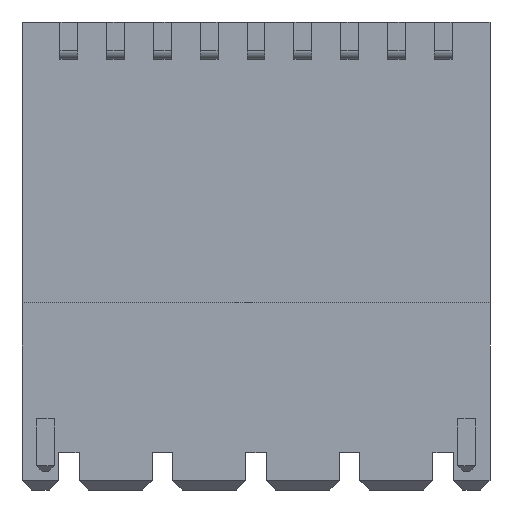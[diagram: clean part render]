
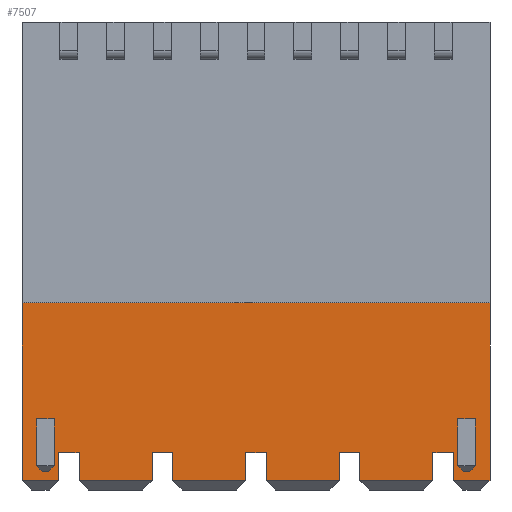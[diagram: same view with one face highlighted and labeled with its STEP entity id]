
A CAD part, front view. The second image highlights one B-rep face of the part: STEP entity #7507.
In plain terms, the highlighted planar face has unit normal (0, -1, 0).
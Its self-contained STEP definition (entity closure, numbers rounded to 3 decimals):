
#78=ORIENTED_EDGE('',*,*,#2302,.F.);
#79=ORIENTED_EDGE('',*,*,#2303,.T.);
#80=ORIENTED_EDGE('',*,*,#2304,.T.);
#81=ORIENTED_EDGE('',*,*,#2305,.T.);
#82=ORIENTED_EDGE('',*,*,#2306,.T.);
#83=ORIENTED_EDGE('',*,*,#2307,.F.);
#84=ORIENTED_EDGE('',*,*,#2308,.F.);
#85=ORIENTED_EDGE('',*,*,#2309,.T.);
#86=ORIENTED_EDGE('',*,*,#2310,.T.);
#87=ORIENTED_EDGE('',*,*,#2311,.T.);
#88=ORIENTED_EDGE('',*,*,#2312,.T.);
#89=ORIENTED_EDGE('',*,*,#2313,.F.);
#90=ORIENTED_EDGE('',*,*,#2314,.F.);
#91=ORIENTED_EDGE('',*,*,#2315,.T.);
#92=ORIENTED_EDGE('',*,*,#2316,.F.);
#93=ORIENTED_EDGE('',*,*,#2317,.T.);
#94=ORIENTED_EDGE('',*,*,#2318,.T.);
#95=ORIENTED_EDGE('',*,*,#2319,.T.);
#96=ORIENTED_EDGE('',*,*,#2320,.F.);
#97=ORIENTED_EDGE('',*,*,#2321,.T.);
#98=ORIENTED_EDGE('',*,*,#2322,.T.);
#99=ORIENTED_EDGE('',*,*,#2323,.T.);
#100=ORIENTED_EDGE('',*,*,#2324,.F.);
#101=ORIENTED_EDGE('',*,*,#2325,.T.);
#102=ORIENTED_EDGE('',*,*,#2326,.T.);
#103=ORIENTED_EDGE('',*,*,#2327,.T.);
#104=ORIENTED_EDGE('',*,*,#2328,.F.);
#105=ORIENTED_EDGE('',*,*,#2329,.T.);
#106=ORIENTED_EDGE('',*,*,#2330,.T.);
#107=ORIENTED_EDGE('',*,*,#2331,.T.);
#108=ORIENTED_EDGE('',*,*,#2332,.F.);
#109=ORIENTED_EDGE('',*,*,#2333,.T.);
#110=ORIENTED_EDGE('',*,*,#2334,.T.);
#111=ORIENTED_EDGE('',*,*,#2335,.T.);
#112=ORIENTED_EDGE('',*,*,#2336,.T.);
#113=ORIENTED_EDGE('',*,*,#2337,.F.);
#2302=EDGE_CURVE('',#3414,#3415,#4138,.T.);
#2303=EDGE_CURVE('',#3414,#3416,#4139,.T.);
#2304=EDGE_CURVE('',#3416,#3417,#4140,.F.);
#2305=EDGE_CURVE('',#3417,#3418,#4141,.T.);
#2306=EDGE_CURVE('',#3418,#3419,#4142,.F.);
#2307=EDGE_CURVE('',#3415,#3419,#4143,.T.);
#2308=EDGE_CURVE('',#3420,#3421,#4144,.T.);
#2309=EDGE_CURVE('',#3420,#3422,#4145,.T.);
#2310=EDGE_CURVE('',#3422,#3423,#4146,.T.);
#2311=EDGE_CURVE('',#3423,#3424,#4147,.T.);
#2312=EDGE_CURVE('',#3424,#3425,#4148,.T.);
#2313=EDGE_CURVE('',#3426,#3425,#4149,.T.);
#2314=EDGE_CURVE('',#3427,#3426,#4150,.T.);
#2315=EDGE_CURVE('',#3427,#3428,#4151,.T.);
#2316=EDGE_CURVE('',#3429,#3428,#4152,.T.);
#2317=EDGE_CURVE('',#3429,#3430,#4153,.T.);
#2318=EDGE_CURVE('',#3430,#3431,#4154,.T.);
#2319=EDGE_CURVE('',#3431,#3432,#4155,.T.);
#2320=EDGE_CURVE('',#3433,#3432,#4156,.T.);
#2321=EDGE_CURVE('',#3433,#3434,#4157,.T.);
#2322=EDGE_CURVE('',#3434,#3435,#4158,.T.);
#2323=EDGE_CURVE('',#3435,#3436,#4159,.T.);
#2324=EDGE_CURVE('',#3437,#3436,#4160,.T.);
#2325=EDGE_CURVE('',#3437,#3438,#4161,.T.);
#2326=EDGE_CURVE('',#3438,#3439,#4162,.T.);
#2327=EDGE_CURVE('',#3439,#3440,#4163,.T.);
#2328=EDGE_CURVE('',#3441,#3440,#4164,.T.);
#2329=EDGE_CURVE('',#3441,#3442,#4165,.T.);
#2330=EDGE_CURVE('',#3442,#3443,#4166,.T.);
#2331=EDGE_CURVE('',#3443,#3421,#4167,.T.);
#2332=EDGE_CURVE('',#3444,#3445,#4168,.T.);
#2333=EDGE_CURVE('',#3444,#3446,#4169,.T.);
#2334=EDGE_CURVE('',#3446,#3447,#4170,.F.);
#2335=EDGE_CURVE('',#3447,#3448,#4171,.T.);
#2336=EDGE_CURVE('',#3448,#3449,#4172,.F.);
#2337=EDGE_CURVE('',#3445,#3449,#4173,.T.);
#3414=VERTEX_POINT('',#10310);
#3415=VERTEX_POINT('',#10311);
#3416=VERTEX_POINT('',#10313);
#3417=VERTEX_POINT('',#10315);
#3418=VERTEX_POINT('',#10317);
#3419=VERTEX_POINT('',#10319);
#3420=VERTEX_POINT('',#10322);
#3421=VERTEX_POINT('',#10323);
#3422=VERTEX_POINT('',#10325);
#3423=VERTEX_POINT('',#10327);
#3424=VERTEX_POINT('',#10329);
#3425=VERTEX_POINT('',#10331);
#3426=VERTEX_POINT('',#10333);
#3427=VERTEX_POINT('',#10335);
#3428=VERTEX_POINT('',#10337);
#3429=VERTEX_POINT('',#10339);
#3430=VERTEX_POINT('',#10341);
#3431=VERTEX_POINT('',#10343);
#3432=VERTEX_POINT('',#10345);
#3433=VERTEX_POINT('',#10347);
#3434=VERTEX_POINT('',#10349);
#3435=VERTEX_POINT('',#10351);
#3436=VERTEX_POINT('',#10353);
#3437=VERTEX_POINT('',#10355);
#3438=VERTEX_POINT('',#10357);
#3439=VERTEX_POINT('',#10359);
#3440=VERTEX_POINT('',#10361);
#3441=VERTEX_POINT('',#10363);
#3442=VERTEX_POINT('',#10365);
#3443=VERTEX_POINT('',#10367);
#3444=VERTEX_POINT('',#10370);
#3445=VERTEX_POINT('',#10371);
#3446=VERTEX_POINT('',#10373);
#3447=VERTEX_POINT('',#10375);
#3448=VERTEX_POINT('',#10377);
#3449=VERTEX_POINT('',#10379);
#4138=LINE('',#10309,#5214);
#4139=LINE('',#10312,#5215);
#4140=LINE('',#10314,#5216);
#4141=LINE('',#10316,#5217);
#4142=LINE('',#10318,#5218);
#4143=LINE('',#10320,#5219);
#4144=LINE('',#10321,#5220);
#4145=LINE('',#10324,#5221);
#4146=LINE('',#10326,#5222);
#4147=LINE('',#10328,#5223);
#4148=LINE('',#10330,#5224);
#4149=LINE('',#10332,#5225);
#4150=LINE('',#10334,#5226);
#4151=LINE('',#10336,#5227);
#4152=LINE('',#10338,#5228);
#4153=LINE('',#10340,#5229);
#4154=LINE('',#10342,#5230);
#4155=LINE('',#10344,#5231);
#4156=LINE('',#10346,#5232);
#4157=LINE('',#10348,#5233);
#4158=LINE('',#10350,#5234);
#4159=LINE('',#10352,#5235);
#4160=LINE('',#10354,#5236);
#4161=LINE('',#10356,#5237);
#4162=LINE('',#10358,#5238);
#4163=LINE('',#10360,#5239);
#4164=LINE('',#10362,#5240);
#4165=LINE('',#10364,#5241);
#4166=LINE('',#10366,#5242);
#4167=LINE('',#10368,#5243);
#4168=LINE('',#10369,#5244);
#4169=LINE('',#10372,#5245);
#4170=LINE('',#10374,#5246);
#4171=LINE('',#10376,#5247);
#4172=LINE('',#10378,#5248);
#4173=LINE('',#10380,#5249);
#5214=VECTOR('',#8361,1000.);
#5215=VECTOR('',#8362,1000.);
#5216=VECTOR('',#8363,1000.);
#5217=VECTOR('',#8364,1000.);
#5218=VECTOR('',#8365,1000.);
#5219=VECTOR('',#8366,1000.);
#5220=VECTOR('',#8367,1000.);
#5221=VECTOR('',#8368,1000.);
#5222=VECTOR('',#8369,1000.);
#5223=VECTOR('',#8370,1000.);
#5224=VECTOR('',#8371,1000.);
#5225=VECTOR('',#8372,1000.);
#5226=VECTOR('',#8373,1000.);
#5227=VECTOR('',#8374,1000.);
#5228=VECTOR('',#8375,1000.);
#5229=VECTOR('',#8376,1000.);
#5230=VECTOR('',#8377,1000.);
#5231=VECTOR('',#8378,1000.);
#5232=VECTOR('',#8379,1000.);
#5233=VECTOR('',#8380,1000.);
#5234=VECTOR('',#8381,1000.);
#5235=VECTOR('',#8382,1000.);
#5236=VECTOR('',#8383,1000.);
#5237=VECTOR('',#8384,1000.);
#5238=VECTOR('',#8385,1000.);
#5239=VECTOR('',#8386,1000.);
#5240=VECTOR('',#8387,1000.);
#5241=VECTOR('',#8388,1000.);
#5242=VECTOR('',#8389,1000.);
#5243=VECTOR('',#8390,1000.);
#5244=VECTOR('',#8391,1000.);
#5245=VECTOR('',#8392,1000.);
#5246=VECTOR('',#8393,1000.);
#5247=VECTOR('',#8394,1000.);
#5248=VECTOR('',#8395,1000.);
#5249=VECTOR('',#8396,1000.);
#6290=EDGE_LOOP('',(#78,#79,#80,#81,#82,#83));
#6291=EDGE_LOOP('',(#84,#85,#86,#87,#88,#89,#90,#91,#92,#93,#94,#95,#96,
#97,#98,#99,#100,#101,#102,#103,#104,#105,#106,#107));
#6292=EDGE_LOOP('',(#108,#109,#110,#111,#112,#113));
#6708=FACE_BOUND('',#6290,.T.);
#6709=FACE_BOUND('',#6291,.T.);
#6710=FACE_BOUND('',#6292,.T.);
#7126=PLANE('',#7921);
#7507=ADVANCED_FACE('',(#6708,#6709,#6710),#7126,.F.);
#7921=AXIS2_PLACEMENT_3D('',#10308,#8359,#8360);
#8359=DIRECTION('',(0.,1.,0.));
#8360=DIRECTION('',(0.,0.,1.));
#8361=DIRECTION('',(-1.,0.,0.));
#8362=DIRECTION('',(0.,0.,-1.));
#8363=DIRECTION('',(0.707,0.,0.707));
#8364=DIRECTION('',(-1.,0.,0.));
#8365=DIRECTION('',(0.707,0.,-0.707));
#8366=DIRECTION('',(0.,0.,-1.));
#8367=DIRECTION('',(0.,0.,-1.));
#8368=DIRECTION('',(1.,0.,0.));
#8369=DIRECTION('',(0.,0.,-1.));
#8370=DIRECTION('',(1.,0.,0.));
#8371=DIRECTION('',(0.,0.,1.));
#8372=DIRECTION('',(1.,0.,0.));
#8373=DIRECTION('',(0.,0.,1.));
#8374=DIRECTION('',(1.,0.,0.));
#8375=DIRECTION('',(0.,0.,-1.));
#8376=DIRECTION('',(1.,0.,0.));
#8377=DIRECTION('',(0.,0.,-1.));
#8378=DIRECTION('',(1.,0.,0.));
#8379=DIRECTION('',(0.,0.,-1.));
#8380=DIRECTION('',(1.,0.,0.));
#8381=DIRECTION('',(0.,0.,-1.));
#8382=DIRECTION('',(1.,0.,0.));
#8383=DIRECTION('',(0.,0.,-1.));
#8384=DIRECTION('',(1.,0.,0.));
#8385=DIRECTION('',(0.,0.,-1.));
#8386=DIRECTION('',(1.,0.,0.));
#8387=DIRECTION('',(0.,0.,-1.));
#8388=DIRECTION('',(1.,0.,0.));
#8389=DIRECTION('',(0.,0.,-1.));
#8390=DIRECTION('',(1.,0.,0.));
#8391=DIRECTION('',(-1.,0.,0.));
#8392=DIRECTION('',(0.,0.,-1.));
#8393=DIRECTION('',(0.707,0.,0.707));
#8394=DIRECTION('',(-1.,0.,0.));
#8395=DIRECTION('',(0.707,0.,-0.707));
#8396=DIRECTION('',(0.,0.,-1.));
#10308=CARTESIAN_POINT('',(-12.5,-4.5,-2.5));
#10309=CARTESIAN_POINT('',(-10.775,-4.5,-8.7));
#10310=CARTESIAN_POINT('',(-10.775,-4.5,-8.7));
#10311=CARTESIAN_POINT('',(-11.725,-4.5,-8.7));
#10312=CARTESIAN_POINT('',(-10.775,-4.5,-8.7));
#10313=CARTESIAN_POINT('',(-10.775,-4.5,-11.2));
#10314=CARTESIAN_POINT('',(-7.288,-4.5,-7.713));
#10315=CARTESIAN_POINT('',(-11.075,-4.5,-11.5));
#10316=CARTESIAN_POINT('',(-10.775,-4.5,-11.5));
#10317=CARTESIAN_POINT('',(-11.425,-4.5,-11.5));
#10318=CARTESIAN_POINT('',(-16.463,-4.5,-6.463));
#10319=CARTESIAN_POINT('',(-11.725,-4.5,-11.2));
#10320=CARTESIAN_POINT('',(-11.725,-4.5,-8.7));
#10321=CARTESIAN_POINT('',(9.45,-4.5,-10.5));
#10322=CARTESIAN_POINT('',(9.45,-4.5,-10.5));
#10323=CARTESIAN_POINT('',(9.45,-4.5,-12.));
#10324=CARTESIAN_POINT('',(-12.5,-4.5,-10.5));
#10325=CARTESIAN_POINT('',(10.55,-4.5,-10.5));
#10326=CARTESIAN_POINT('',(10.55,-4.5,-10.5));
#10327=CARTESIAN_POINT('',(10.55,-4.5,-12.));
#10328=CARTESIAN_POINT('',(-12.5,-4.5,-12.));
#10329=CARTESIAN_POINT('',(12.5,-4.5,-12.));
#10330=CARTESIAN_POINT('',(12.5,-4.5,-2.5));
#10331=CARTESIAN_POINT('',(12.5,-4.5,-2.5));
#10332=CARTESIAN_POINT('',(-12.5,-4.5,-2.5));
#10333=CARTESIAN_POINT('',(-12.5,-4.5,-2.5));
#10334=CARTESIAN_POINT('',(-12.5,-4.5,-2.5));
#10335=CARTESIAN_POINT('',(-12.5,-4.5,-12.));
#10336=CARTESIAN_POINT('',(-12.5,-4.5,-12.));
#10337=CARTESIAN_POINT('',(-10.55,-4.5,-12.));
#10338=CARTESIAN_POINT('',(-10.55,-4.5,-10.5));
#10339=CARTESIAN_POINT('',(-10.55,-4.5,-10.5));
#10340=CARTESIAN_POINT('',(-10.55,-4.5,-10.5));
#10341=CARTESIAN_POINT('',(-9.45,-4.5,-10.5));
#10342=CARTESIAN_POINT('',(-9.45,-4.5,-10.5));
#10343=CARTESIAN_POINT('',(-9.45,-4.5,-12.));
#10344=CARTESIAN_POINT('',(-12.5,-4.5,-12.));
#10345=CARTESIAN_POINT('',(-5.55,-4.5,-12.));
#10346=CARTESIAN_POINT('',(-5.55,-4.5,-10.5));
#10347=CARTESIAN_POINT('',(-5.55,-4.5,-10.5));
#10348=CARTESIAN_POINT('',(-12.5,-4.5,-10.5));
#10349=CARTESIAN_POINT('',(-4.45,-4.5,-10.5));
#10350=CARTESIAN_POINT('',(-4.45,-4.5,-10.5));
#10351=CARTESIAN_POINT('',(-4.45,-4.5,-12.));
#10352=CARTESIAN_POINT('',(-12.5,-4.5,-12.));
#10353=CARTESIAN_POINT('',(-0.55,-4.5,-12.));
#10354=CARTESIAN_POINT('',(-0.55,-4.5,-10.5));
#10355=CARTESIAN_POINT('',(-0.55,-4.5,-10.5));
#10356=CARTESIAN_POINT('',(-7.5,-4.5,-10.5));
#10357=CARTESIAN_POINT('',(0.55,-4.5,-10.5));
#10358=CARTESIAN_POINT('',(0.55,-4.5,-10.5));
#10359=CARTESIAN_POINT('',(0.55,-4.5,-12.));
#10360=CARTESIAN_POINT('',(-12.5,-4.5,-12.));
#10361=CARTESIAN_POINT('',(4.45,-4.5,-12.));
#10362=CARTESIAN_POINT('',(4.45,-4.5,-10.5));
#10363=CARTESIAN_POINT('',(4.45,-4.5,-10.5));
#10364=CARTESIAN_POINT('',(-2.5,-4.5,-10.5));
#10365=CARTESIAN_POINT('',(5.55,-4.5,-10.5));
#10366=CARTESIAN_POINT('',(5.55,-4.5,-10.5));
#10367=CARTESIAN_POINT('',(5.55,-4.5,-12.));
#10368=CARTESIAN_POINT('',(-12.5,-4.5,-12.));
#10369=CARTESIAN_POINT('',(11.725,-4.5,-8.7));
#10370=CARTESIAN_POINT('',(11.725,-4.5,-8.7));
#10371=CARTESIAN_POINT('',(10.775,-4.5,-8.7));
#10372=CARTESIAN_POINT('',(11.725,-4.5,-8.7));
#10373=CARTESIAN_POINT('',(11.725,-4.5,-11.2));
#10374=CARTESIAN_POINT('',(3.963,-4.5,-18.963));
#10375=CARTESIAN_POINT('',(11.425,-4.5,-11.5));
#10376=CARTESIAN_POINT('',(11.725,-4.5,-11.5));
#10377=CARTESIAN_POINT('',(11.075,-4.5,-11.5));
#10378=CARTESIAN_POINT('',(-5.213,-4.5,4.788));
#10379=CARTESIAN_POINT('',(10.775,-4.5,-11.2));
#10380=CARTESIAN_POINT('',(10.775,-4.5,-8.7));
